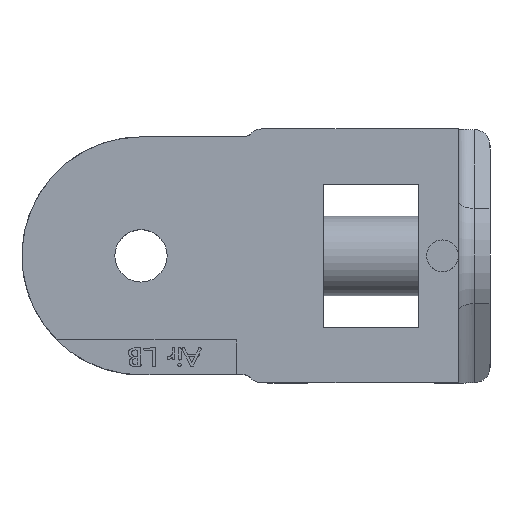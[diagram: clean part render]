
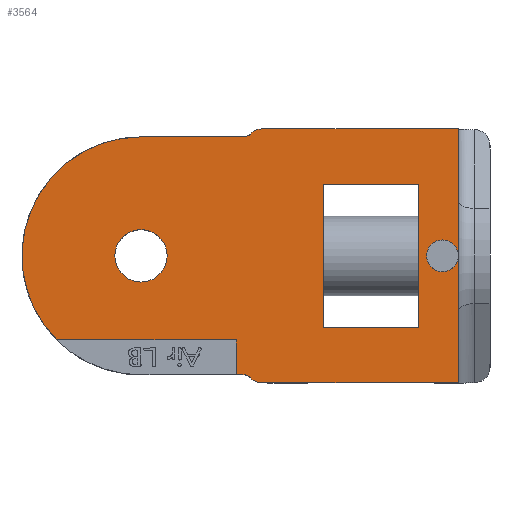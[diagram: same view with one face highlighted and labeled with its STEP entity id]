
A CAD part, top view. The second image highlights one B-rep face of the part: STEP entity #3564.
In plain terms, the highlighted planar face has unit normal (0, 0, 1).
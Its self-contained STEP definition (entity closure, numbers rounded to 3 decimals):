
#801=DIRECTION('',(0.,-1.,0.));
#802=VECTOR('',#801,9.);
#803=CARTESIAN_POINT('',(3.,4.5,7.));
#804=LINE('',#803,#802);
#805=DIRECTION('',(1.,0.,0.));
#806=VECTOR('',#805,6.);
#807=CARTESIAN_POINT('',(-3.,4.5,7.));
#808=LINE('',#807,#806);
#809=DIRECTION('',(0.,-1.,0.));
#810=VECTOR('',#809,9.);
#811=CARTESIAN_POINT('',(-3.,4.5,7.));
#812=LINE('',#811,#810);
#813=DIRECTION('',(1.,0.,0.));
#814=VECTOR('',#813,6.);
#815=CARTESIAN_POINT('',(-3.,-4.5,7.));
#816=LINE('',#815,#814);
#817=CARTESIAN_POINT('',(-14.5,0.,7.));
#818=DIRECTION('',(0.,0.,1.));
#819=DIRECTION('',(1.,0.,0.));
#820=AXIS2_PLACEMENT_3D('',#817,#818,#819);
#822=CARTESIAN_POINT('',(-14.5,0.,7.));
#823=DIRECTION('',(0.,0.,1.));
#824=DIRECTION('',(-1.,0.,0.));
#825=AXIS2_PLACEMENT_3D('',#822,#823,#824);
#827=DIRECTION('',(0.,1.,0.));
#828=VECTOR('',#827,2.2);
#829=CARTESIAN_POINT('',(-8.5,-7.5,7.));
#830=LINE('',#829,#828);
#831=DIRECTION('',(-1.,0.,0.));
#832=VECTOR('',#831,11.307);
#833=CARTESIAN_POINT('',(-8.5,-5.3,7.));
#834=LINE('',#833,#832);
#835=CARTESIAN_POINT('',(-14.5,0.,7.));
#836=DIRECTION('',(0.,0.,1.));
#837=DIRECTION('',(0.,1.,0.));
#838=AXIS2_PLACEMENT_3D('',#835,#836,#837);
#840=DIRECTION('',(-1.,0.,0.));
#841=VECTOR('',#840,6.5);
#842=CARTESIAN_POINT('',(-8.,7.5,7.));
#843=LINE('',#842,#841);
#844=CARTESIAN_POINT('',(-6.882,7.,7.));
#845=DIRECTION('',(0.,0.,1.));
#846=DIRECTION('',(0.,1.,0.));
#847=AXIS2_PLACEMENT_3D('',#844,#845,#846);
#849=DIRECTION('',(1.,0.,0.));
#850=VECTOR('',#849,12.382);
#851=CARTESIAN_POINT('',(-6.882,8.,7.));
#852=LINE('',#851,#850);
#853=DIRECTION('',(0.,-1.,0.));
#854=VECTOR('',#853,8.);
#855=CARTESIAN_POINT('',(5.5,8.,7.));
#856=LINE('',#855,#854);
#857=CARTESIAN_POINT('',(4.5,0.,7.));
#858=DIRECTION('',(0.,0.,-1.));
#859=DIRECTION('',(-1.,0.,0.));
#860=AXIS2_PLACEMENT_3D('',#857,#858,#859);
#862=CARTESIAN_POINT('',(4.5,0.,7.));
#863=DIRECTION('',(0.,0.,-1.));
#864=DIRECTION('',(1.,0.,0.));
#865=AXIS2_PLACEMENT_3D('',#862,#863,#864);
#867=DIRECTION('',(0.,-1.,0.));
#868=VECTOR('',#867,8.);
#869=CARTESIAN_POINT('',(5.5,0.,7.));
#870=LINE('',#869,#868);
#871=CARTESIAN_POINT('',(-6.882,-7.,7.));
#872=DIRECTION('',(0.,0.,1.));
#873=DIRECTION('',(-0.745,-0.667,0.));
#874=AXIS2_PLACEMENT_3D('',#871,#872,#873);
#876=DIRECTION('',(1.,0.,0.));
#877=VECTOR('',#876,0.5);
#878=CARTESIAN_POINT('',(-8.5,-7.5,7.));
#879=LINE('',#878,#877);
#991=CARTESIAN_POINT('',(-8.,8.,7.));
#992=DIRECTION('',(0.,0.,-1.));
#993=DIRECTION('',(0.745,-0.667,0.));
#994=AXIS2_PLACEMENT_3D('',#991,#992,#993);
#1289=DIRECTION('',(1.,0.,0.));
#1290=VECTOR('',#1289,12.382);
#1291=CARTESIAN_POINT('',(-6.882,-8.,7.));
#1292=LINE('',#1291,#1290);
#1322=CARTESIAN_POINT('',(-8.,-8.,7.));
#1323=DIRECTION('',(0.,0.,-1.));
#1324=DIRECTION('',(0.,1.,0.));
#1325=AXIS2_PLACEMENT_3D('',#1322,#1323,#1324);
#2366=CARTESIAN_POINT('',(3.,4.5,7.));
#2367=CARTESIAN_POINT('',(3.,-4.5,7.));
#2368=VERTEX_POINT('',#2366);
#2369=VERTEX_POINT('',#2367);
#2370=CARTESIAN_POINT('',(-3.,4.5,7.));
#2371=CARTESIAN_POINT('',(-3.,-4.5,7.));
#2372=VERTEX_POINT('',#2370);
#2373=VERTEX_POINT('',#2371);
#2382=CARTESIAN_POINT('',(-12.85,0.,7.));
#2383=CARTESIAN_POINT('',(-16.15,0.,7.));
#2384=VERTEX_POINT('',#2382);
#2385=VERTEX_POINT('',#2383);
#2394=CARTESIAN_POINT('',(5.5,0.,7.));
#2395=CARTESIAN_POINT('',(3.5,0.,7.));
#2396=VERTEX_POINT('',#2394);
#2397=VERTEX_POINT('',#2395);
#2398=CARTESIAN_POINT('',(5.5,8.,7.));
#2399=VERTEX_POINT('',#2398);
#2400=CARTESIAN_POINT('',(5.5,-8.,7.));
#2401=VERTEX_POINT('',#2400);
#2504=CARTESIAN_POINT('',(-8.,7.5,7.));
#2505=CARTESIAN_POINT('',(-14.5,7.5,7.));
#2506=VERTEX_POINT('',#2504);
#2507=VERTEX_POINT('',#2505);
#2508=CARTESIAN_POINT('',(-6.882,8.,7.));
#2509=CARTESIAN_POINT('',(-7.627,7.667,7.));
#2510=VERTEX_POINT('',#2508);
#2511=VERTEX_POINT('',#2509);
#2566=CARTESIAN_POINT('',(-7.627,-7.667,7.));
#2567=CARTESIAN_POINT('',(-6.882,-8.,7.));
#2568=VERTEX_POINT('',#2566);
#2569=VERTEX_POINT('',#2567);
#2573=CARTESIAN_POINT('',(-8.,-7.5,7.));
#2574=VERTEX_POINT('',#2573);
#2575=CARTESIAN_POINT('',(-8.5,-7.5,7.));
#2576=CARTESIAN_POINT('',(-8.5,-5.3,7.));
#2577=VERTEX_POINT('',#2575);
#2578=VERTEX_POINT('',#2576);
#2579=CARTESIAN_POINT('',(-19.807,-5.3,7.));
#2580=VERTEX_POINT('',#2579);
#3514=CARTESIAN_POINT('',(-7.5,8.,7.));
#3515=DIRECTION('',(0.,0.,1.));
#3516=DIRECTION('',(0.,-1.,0.));
#3517=AXIS2_PLACEMENT_3D('',#3514,#3515,#3516);
#3518=PLANE('',#3517);
#3520=ORIENTED_EDGE('',*,*,#3519,.T.);
#3522=ORIENTED_EDGE('',*,*,#3521,.T.);
#3523=ORIENTED_EDGE('',*,*,#3459,.F.);
#3525=ORIENTED_EDGE('',*,*,#3524,.F.);
#3527=ORIENTED_EDGE('',*,*,#3526,.F.);
#3529=ORIENTED_EDGE('',*,*,#3528,.F.);
#3531=ORIENTED_EDGE('',*,*,#3530,.T.);
#3533=ORIENTED_EDGE('',*,*,#3532,.T.);
#3535=ORIENTED_EDGE('',*,*,#3534,.F.);
#3537=ORIENTED_EDGE('',*,*,#3536,.F.);
#3539=ORIENTED_EDGE('',*,*,#3538,.T.);
#3541=ORIENTED_EDGE('',*,*,#3540,.F.);
#3543=ORIENTED_EDGE('',*,*,#3542,.F.);
#3545=ORIENTED_EDGE('',*,*,#3544,.F.);
#3546=ORIENTED_EDGE('',*,*,#3179,.F.);
#3547=EDGE_LOOP('',(#3520,#3522,#3523,#3525,#3527,#3529,#3531,#3533,#3535,#3537,
#3539,#3541,#3543,#3545,#3546));
#3548=FACE_OUTER_BOUND('',#3547,.F.);
#3549=ORIENTED_EDGE('',*,*,#3504,.T.);
#3551=ORIENTED_EDGE('',*,*,#3550,.T.);
#3552=EDGE_LOOP('',(#3549,#3551));
#3553=FACE_BOUND('',#3552,.F.);
#3555=ORIENTED_EDGE('',*,*,#3554,.F.);
#3557=ORIENTED_EDGE('',*,*,#3556,.F.);
#3559=ORIENTED_EDGE('',*,*,#3558,.T.);
#3561=ORIENTED_EDGE('',*,*,#3560,.T.);
#3562=EDGE_LOOP('',(#3555,#3557,#3559,#3561));
#3563=FACE_BOUND('',#3562,.F.);
#3564=ADVANCED_FACE('',(#3548,#3553,#3563),#3518,.T.);
#821=CIRCLE('',#820,1.65);
#826=CIRCLE('',#825,1.65);
#839=CIRCLE('',#838,7.5);
#848=CIRCLE('',#847,1.);
#861=CIRCLE('',#860,1.);
#866=CIRCLE('',#865,1.);
#875=CIRCLE('',#874,1.);
#995=CIRCLE('',#994,0.5);
#1326=CIRCLE('',#1325,0.5);
#3179=EDGE_CURVE('',#2577,#2574,#879,.T.);
#3459=EDGE_CURVE('',#2507,#2580,#839,.T.);
#3504=EDGE_CURVE('',#2384,#2385,#821,.T.);
#3519=EDGE_CURVE('',#2577,#2578,#830,.T.);
#3521=EDGE_CURVE('',#2578,#2580,#834,.T.);
#3524=EDGE_CURVE('',#2506,#2507,#843,.T.);
#3526=EDGE_CURVE('',#2511,#2506,#995,.T.);
#3528=EDGE_CURVE('',#2510,#2511,#848,.T.);
#3530=EDGE_CURVE('',#2510,#2399,#852,.T.);
#3532=EDGE_CURVE('',#2399,#2396,#856,.T.);
#3534=EDGE_CURVE('',#2397,#2396,#861,.T.);
#3536=EDGE_CURVE('',#2396,#2397,#866,.T.);
#3538=EDGE_CURVE('',#2396,#2401,#870,.T.);
#3540=EDGE_CURVE('',#2569,#2401,#1292,.T.);
#3542=EDGE_CURVE('',#2568,#2569,#875,.T.);
#3544=EDGE_CURVE('',#2574,#2568,#1326,.T.);
#3550=EDGE_CURVE('',#2385,#2384,#826,.T.);
#3554=EDGE_CURVE('',#2368,#2369,#804,.T.);
#3556=EDGE_CURVE('',#2372,#2368,#808,.T.);
#3558=EDGE_CURVE('',#2372,#2373,#812,.T.);
#3560=EDGE_CURVE('',#2373,#2369,#816,.T.);
